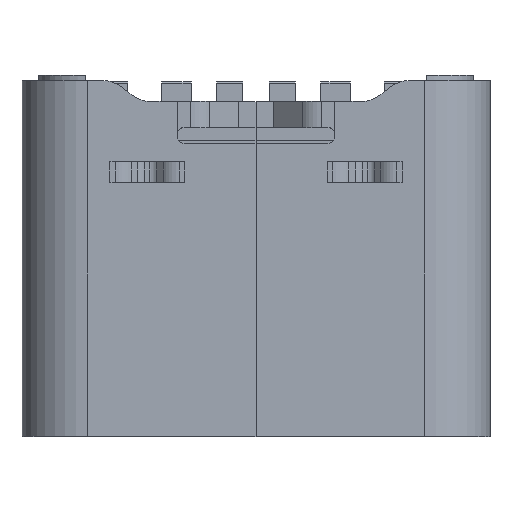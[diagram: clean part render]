
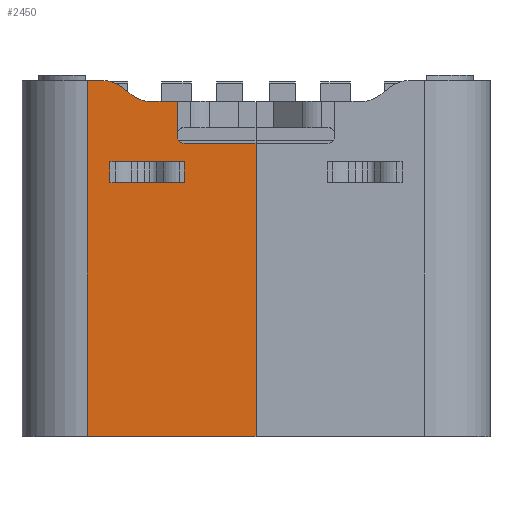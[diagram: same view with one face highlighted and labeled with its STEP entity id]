
A CAD part, top view. The second image highlights one B-rep face of the part: STEP entity #2450.
In plain terms, the highlighted planar face has unit normal (0, 0, 1).
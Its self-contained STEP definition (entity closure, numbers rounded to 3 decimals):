
#1365 = VERTEX_POINT('',#1366);
#1366 = CARTESIAN_POINT('',(0.,-3.4,3.26));
#1374 = EDGE_CURVE('',#1365,#1375,#1377,.T.);
#1375 = VERTEX_POINT('',#1376);
#1376 = CARTESIAN_POINT('',(-3.22,-3.4,3.26));
#1377 = LINE('',#1378,#1379);
#1378 = CARTESIAN_POINT('',(0.,-3.4,3.26));
#1379 = VECTOR('',#1380,1.);
#1380 = DIRECTION('',(-1.,0.,0.));
#2424 = EDGE_CURVE('',#1365,#2425,#2427,.T.);
#2425 = VERTEX_POINT('',#2426);
#2426 = CARTESIAN_POINT('',(0.,2.2,3.26));
#2427 = LINE('',#2428,#2429);
#2428 = CARTESIAN_POINT('',(0.,-3.4,3.26));
#2429 = VECTOR('',#2430,1.);
#2430 = DIRECTION('',(0.,1.,0.));
#2450 = ADVANCED_FACE('',(#2451,#2544),#2610,.F.);
#2451 = FACE_BOUND('',#2452,.T.);
#2452 = EDGE_LOOP('',(#2453,#2461,#2470,#2478,#2486,#2494,#2502,#2511,
    #2519,#2528,#2536,#2542,#2543));
#2453 = ORIENTED_EDGE('',*,*,#2454,.F.);
#2454 = EDGE_CURVE('',#2455,#2425,#2457,.T.);
#2455 = VERTEX_POINT('',#2456);
#2456 = CARTESIAN_POINT('',(-1.375,2.2,3.26));
#2457 = LINE('',#2458,#2459);
#2458 = CARTESIAN_POINT('',(-1.5,2.2,3.26));
#2459 = VECTOR('',#2460,1.);
#2460 = DIRECTION('',(1.,0.,0.));
#2461 = ORIENTED_EDGE('',*,*,#2462,.T.);
#2462 = EDGE_CURVE('',#2455,#2463,#2465,.T.);
#2463 = VERTEX_POINT('',#2464);
#2464 = CARTESIAN_POINT('',(-1.5,2.325,3.26));
#2465 = CIRCLE('',#2466,0.125);
#2466 = AXIS2_PLACEMENT_3D('',#2467,#2468,#2469);
#2467 = CARTESIAN_POINT('',(-1.375,2.325,3.26));
#2468 = DIRECTION('',(0.,0.,-1.));
#2469 = DIRECTION('',(0.,-1.,0.));
#2470 = ORIENTED_EDGE('',*,*,#2471,.F.);
#2471 = EDGE_CURVE('',#2472,#2463,#2474,.T.);
#2472 = VERTEX_POINT('',#2473);
#2473 = CARTESIAN_POINT('',(-1.5,2.375,3.26));
#2474 = LINE('',#2475,#2476);
#2475 = CARTESIAN_POINT('',(-1.5,3.,3.26));
#2476 = VECTOR('',#2477,1.);
#2477 = DIRECTION('',(0.,-1.,0.));
#2478 = ORIENTED_EDGE('',*,*,#2479,.F.);
#2479 = EDGE_CURVE('',#2480,#2472,#2482,.T.);
#2480 = VERTEX_POINT('',#2481);
#2481 = CARTESIAN_POINT('',(-1.5,2.5,3.26));
#2482 = LINE('',#2483,#2484);
#2483 = CARTESIAN_POINT('',(-1.5,3.,3.26));
#2484 = VECTOR('',#2485,1.);
#2485 = DIRECTION('',(0.,-1.,0.));
#2486 = ORIENTED_EDGE('',*,*,#2487,.F.);
#2487 = EDGE_CURVE('',#2488,#2480,#2490,.T.);
#2488 = VERTEX_POINT('',#2489);
#2489 = CARTESIAN_POINT('',(-1.5,3.,3.26));
#2490 = LINE('',#2491,#2492);
#2491 = CARTESIAN_POINT('',(-1.5,3.,3.26));
#2492 = VECTOR('',#2493,1.);
#2493 = DIRECTION('',(0.,-1.,0.));
#2494 = ORIENTED_EDGE('',*,*,#2495,.T.);
#2495 = EDGE_CURVE('',#2488,#2496,#2498,.T.);
#2496 = VERTEX_POINT('',#2497);
#2497 = CARTESIAN_POINT('',(-2.01,3.,3.26));
#2498 = LINE('',#2499,#2500);
#2499 = CARTESIAN_POINT('',(-1.5,3.,3.26));
#2500 = VECTOR('',#2501,1.);
#2501 = DIRECTION('',(-1.,0.,-0.));
#2502 = ORIENTED_EDGE('',*,*,#2503,.T.);
#2503 = EDGE_CURVE('',#2496,#2504,#2506,.T.);
#2504 = VERTEX_POINT('',#2505);
#2505 = CARTESIAN_POINT('',(-2.365,3.12,3.26));
#2506 = CIRCLE('',#2507,0.585);
#2507 = AXIS2_PLACEMENT_3D('',#2508,#2509,#2510);
#2508 = CARTESIAN_POINT('',(-2.01,3.585,3.26));
#2509 = DIRECTION('',(-0.,0.,-1.));
#2510 = DIRECTION('',(-1.,-0.,0.));
#2511 = ORIENTED_EDGE('',*,*,#2512,.T.);
#2512 = EDGE_CURVE('',#2504,#2513,#2515,.T.);
#2513 = VERTEX_POINT('',#2514);
#2514 = CARTESIAN_POINT('',(-2.575,3.28,3.26));
#2515 = LINE('',#2516,#2517);
#2516 = CARTESIAN_POINT('',(-2.365,3.12,3.26));
#2517 = VECTOR('',#2518,1.);
#2518 = DIRECTION('',(-0.795,0.606,0.));
#2519 = ORIENTED_EDGE('',*,*,#2520,.F.);
#2520 = EDGE_CURVE('',#2521,#2513,#2523,.T.);
#2521 = VERTEX_POINT('',#2522);
#2522 = CARTESIAN_POINT('',(-2.93,3.4,3.26));
#2523 = CIRCLE('',#2524,0.585);
#2524 = AXIS2_PLACEMENT_3D('',#2525,#2526,#2527);
#2525 = CARTESIAN_POINT('',(-2.93,2.815,3.26));
#2526 = DIRECTION('',(-0.,0.,-1.));
#2527 = DIRECTION('',(-1.,-0.,0.));
#2528 = ORIENTED_EDGE('',*,*,#2529,.T.);
#2529 = EDGE_CURVE('',#2521,#2530,#2532,.T.);
#2530 = VERTEX_POINT('',#2531);
#2531 = CARTESIAN_POINT('',(-3.22,3.4,3.26));
#2532 = LINE('',#2533,#2534);
#2533 = CARTESIAN_POINT('',(0.,3.4,3.26));
#2534 = VECTOR('',#2535,1.);
#2535 = DIRECTION('',(-1.,0.,0.));
#2536 = ORIENTED_EDGE('',*,*,#2537,.F.);
#2537 = EDGE_CURVE('',#1375,#2530,#2538,.T.);
#2538 = LINE('',#2539,#2540);
#2539 = CARTESIAN_POINT('',(-3.22,-3.4,3.26));
#2540 = VECTOR('',#2541,1.);
#2541 = DIRECTION('',(0.,1.,0.));
#2542 = ORIENTED_EDGE('',*,*,#1374,.F.);
#2543 = ORIENTED_EDGE('',*,*,#2424,.T.);
#2544 = FACE_BOUND('',#2545,.T.);
#2545 = EDGE_LOOP('',(#2546,#2556,#2564,#2572,#2580,#2588,#2596,#2604));
#2546 = ORIENTED_EDGE('',*,*,#2547,.F.);
#2547 = EDGE_CURVE('',#2548,#2550,#2552,.T.);
#2548 = VERTEX_POINT('',#2549);
#2549 = CARTESIAN_POINT('',(-1.37,1.85,3.26));
#2550 = VERTEX_POINT('',#2551);
#2551 = CARTESIAN_POINT('',(-1.47,1.85,3.26));
#2552 = LINE('',#2553,#2554);
#2553 = CARTESIAN_POINT('',(-1.37,1.85,3.26));
#2554 = VECTOR('',#2555,1.);
#2555 = DIRECTION('',(-1.,0.,-0.));
#2556 = ORIENTED_EDGE('',*,*,#2557,.F.);
#2557 = EDGE_CURVE('',#2558,#2548,#2560,.T.);
#2558 = VERTEX_POINT('',#2559);
#2559 = CARTESIAN_POINT('',(-1.37,1.45,3.26));
#2560 = LINE('',#2561,#2562);
#2561 = CARTESIAN_POINT('',(-1.37,1.45,3.26));
#2562 = VECTOR('',#2563,1.);
#2563 = DIRECTION('',(0.,1.,0.));
#2564 = ORIENTED_EDGE('',*,*,#2565,.F.);
#2565 = EDGE_CURVE('',#2566,#2558,#2568,.T.);
#2566 = VERTEX_POINT('',#2567);
#2567 = CARTESIAN_POINT('',(-1.47,1.45,3.26));
#2568 = LINE('',#2569,#2570);
#2569 = CARTESIAN_POINT('',(-2.79,1.45,3.26));
#2570 = VECTOR('',#2571,1.);
#2571 = DIRECTION('',(1.,0.,0.));
#2572 = ORIENTED_EDGE('',*,*,#2573,.F.);
#2573 = EDGE_CURVE('',#2574,#2566,#2576,.T.);
#2574 = VERTEX_POINT('',#2575);
#2575 = CARTESIAN_POINT('',(-2.69,1.45,3.26));
#2576 = LINE('',#2577,#2578);
#2577 = CARTESIAN_POINT('',(-2.79,1.45,3.26));
#2578 = VECTOR('',#2579,1.);
#2579 = DIRECTION('',(1.,0.,0.));
#2580 = ORIENTED_EDGE('',*,*,#2581,.F.);
#2581 = EDGE_CURVE('',#2582,#2574,#2584,.T.);
#2582 = VERTEX_POINT('',#2583);
#2583 = CARTESIAN_POINT('',(-2.79,1.45,3.26));
#2584 = LINE('',#2585,#2586);
#2585 = CARTESIAN_POINT('',(-2.79,1.45,3.26));
#2586 = VECTOR('',#2587,1.);
#2587 = DIRECTION('',(1.,0.,0.));
#2588 = ORIENTED_EDGE('',*,*,#2589,.F.);
#2589 = EDGE_CURVE('',#2590,#2582,#2592,.T.);
#2590 = VERTEX_POINT('',#2591);
#2591 = CARTESIAN_POINT('',(-2.79,1.85,3.26));
#2592 = LINE('',#2593,#2594);
#2593 = CARTESIAN_POINT('',(-2.79,1.85,3.26));
#2594 = VECTOR('',#2595,1.);
#2595 = DIRECTION('',(0.,-1.,0.));
#2596 = ORIENTED_EDGE('',*,*,#2597,.F.);
#2597 = EDGE_CURVE('',#2598,#2590,#2600,.T.);
#2598 = VERTEX_POINT('',#2599);
#2599 = CARTESIAN_POINT('',(-2.69,1.85,3.26));
#2600 = LINE('',#2601,#2602);
#2601 = CARTESIAN_POINT('',(-1.37,1.85,3.26));
#2602 = VECTOR('',#2603,1.);
#2603 = DIRECTION('',(-1.,0.,-0.));
#2604 = ORIENTED_EDGE('',*,*,#2605,.F.);
#2605 = EDGE_CURVE('',#2550,#2598,#2606,.T.);
#2606 = LINE('',#2607,#2608);
#2607 = CARTESIAN_POINT('',(-1.37,1.85,3.26));
#2608 = VECTOR('',#2609,1.);
#2609 = DIRECTION('',(-1.,0.,-0.));
#2610 = PLANE('',#2611);
#2611 = AXIS2_PLACEMENT_3D('',#2612,#2613,#2614);
#2612 = CARTESIAN_POINT('',(0.,-3.4,3.26));
#2613 = DIRECTION('',(0.,0.,-1.));
#2614 = DIRECTION('',(1.,-0.,0.));
